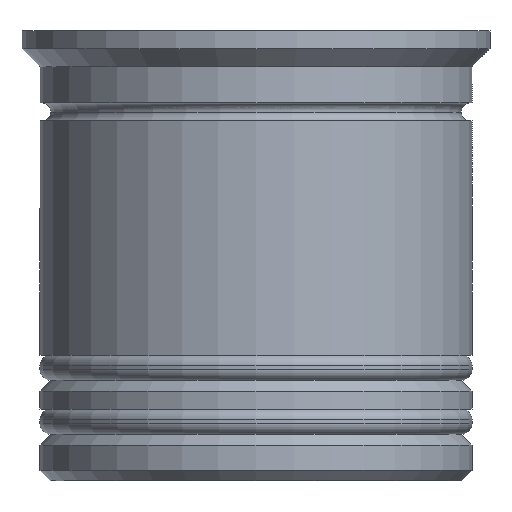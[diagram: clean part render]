
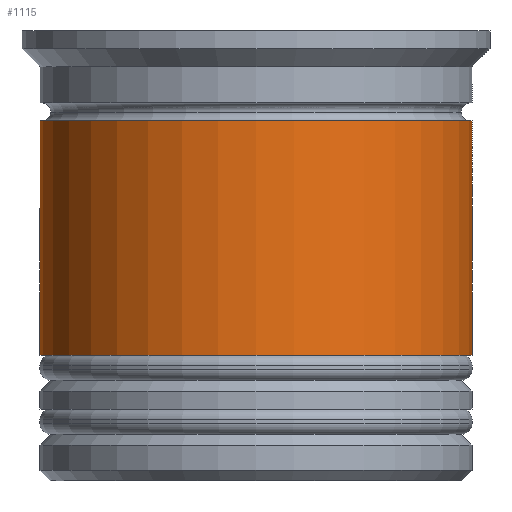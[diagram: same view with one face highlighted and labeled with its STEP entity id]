
A CAD part, front view. The second image highlights one B-rep face of the part: STEP entity #1115.
In plain terms, the highlighted cylindrical face has radius 6 mm (diameter 12 mm), a partial arc.
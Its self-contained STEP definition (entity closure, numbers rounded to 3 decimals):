
#11 = AXIS2_PLACEMENT_3D ( 'NONE', #739, #145, #619 ) ;
#145 = DIRECTION ( 'NONE',  ( 0., 0., 1. ) ) ;
#182 = CARTESIAN_POINT ( 'NONE',  ( 6., 0., -9. ) ) ;
#230 = CIRCLE ( 'NONE', #1357, 6. ) ;
#395 = ORIENTED_EDGE ( 'NONE', *, *, #624, .F. ) ;
#424 = DIRECTION ( 'NONE',  ( 1., 0., 0. ) ) ;
#451 = LINE ( 'NONE', #1091, #1386 ) ;
#524 = DIRECTION ( 'NONE',  ( 0., 0., 1. ) ) ;
#531 = VERTEX_POINT ( 'NONE', #1123 ) ;
#619 = DIRECTION ( 'NONE',  ( 1., 0., 0. ) ) ;
#624 = EDGE_CURVE ( 'NONE', #531, #1870, #1417, .T. ) ;
#739 = CARTESIAN_POINT ( 'NONE',  ( 0., 0., -2.5 ) ) ;
#793 = DIRECTION ( 'NONE',  ( 0., 0., 1. ) ) ;
#835 = ORIENTED_EDGE ( 'NONE', *, *, #1664, .T. ) ;
#950 = VERTEX_POINT ( 'NONE', #182 ) ;
#974 = VERTEX_POINT ( 'NONE', #1403 ) ;
#1091 = CARTESIAN_POINT ( 'NONE',  ( 6., 0., 0. ) ) ;
#1115 = ADVANCED_FACE ( 'NONE', ( #1301 ), #1458, .T. ) ;
#1123 = CARTESIAN_POINT ( 'NONE',  ( -6., 0., -2.5 ) ) ;
#1163 = CARTESIAN_POINT ( 'NONE',  ( -6., 0., 0. ) ) ;
#1172 = LINE ( 'NONE', #1163, #1658 ) ;
#1249 = CARTESIAN_POINT ( 'NONE',  ( 6., 0., -2.5 ) ) ;
#1301 = FACE_OUTER_BOUND ( 'NONE', #1377, .T. ) ;
#1323 = DIRECTION ( 'NONE',  ( 0., 0., 1. ) ) ;
#1331 = DIRECTION ( 'NONE',  ( 1., 0., 0. ) ) ;
#1339 = EDGE_CURVE ( 'NONE', #950, #1870, #451, .T. ) ;
#1357 = AXIS2_PLACEMENT_3D ( 'NONE', #1954, #1796, #424 ) ;
#1377 = EDGE_LOOP ( 'NONE', ( #1904, #835, #1712, #395 ) ) ;
#1386 = VECTOR ( 'NONE', #793, 1000. ) ;
#1403 = CARTESIAN_POINT ( 'NONE',  ( -6., 0., -9. ) ) ;
#1417 = CIRCLE ( 'NONE', #11, 6. ) ;
#1458 = CYLINDRICAL_SURFACE ( 'NONE', #1778, 6. ) ;
#1654 = EDGE_CURVE ( 'NONE', #974, #531, #1172, .T. ) ;
#1658 = VECTOR ( 'NONE', #1323, 1000. ) ;
#1664 = EDGE_CURVE ( 'NONE', #974, #950, #230, .T. ) ;
#1712 = ORIENTED_EDGE ( 'NONE', *, *, #1339, .T. ) ;
#1763 = CARTESIAN_POINT ( 'NONE',  ( 0., 0., 0. ) ) ;
#1778 = AXIS2_PLACEMENT_3D ( 'NONE', #1763, #524, #1331 ) ;
#1796 = DIRECTION ( 'NONE',  ( 0., 0., 1. ) ) ;
#1870 = VERTEX_POINT ( 'NONE', #1249 ) ;
#1904 = ORIENTED_EDGE ( 'NONE', *, *, #1654, .F. ) ;
#1954 = CARTESIAN_POINT ( 'NONE',  ( 0., 0., -9. ) ) ;
